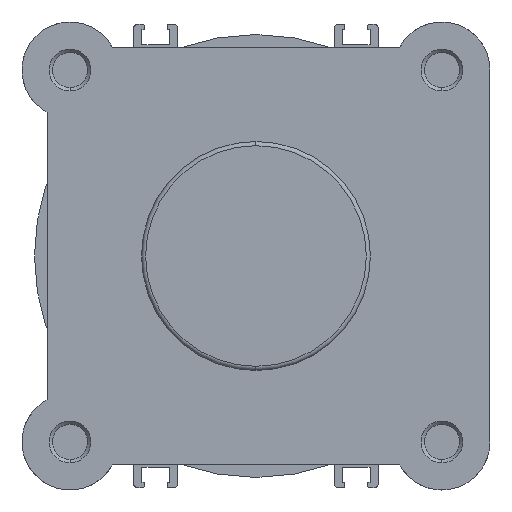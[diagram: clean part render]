
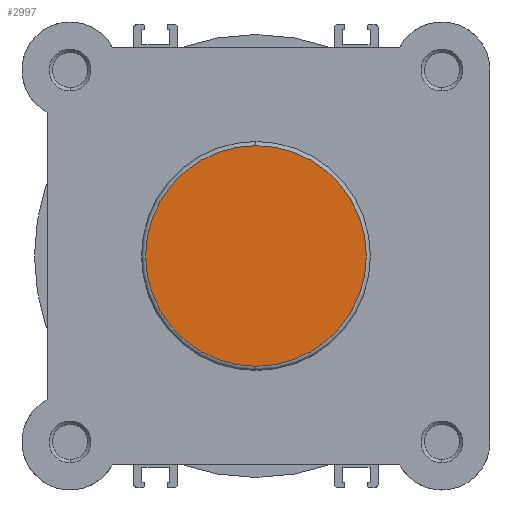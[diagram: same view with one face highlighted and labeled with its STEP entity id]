
A CAD part, left-side view. The second image highlights one B-rep face of the part: STEP entity #2997.
In plain terms, the highlighted planar face has unit normal (-1, 0, 0).
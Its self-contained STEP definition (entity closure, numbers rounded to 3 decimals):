
#169 = VERTEX_POINT ( 'NONE', #4044 ) ;
#170 = VERTEX_POINT ( 'NONE', #4045 ) ;
#819 = CIRCLE ( 'NONE', #5449, 26.4 ) ;
#907 = CIRCLE ( 'NONE', #5482, 26.4 ) ;
#1751 = CARTESIAN_POINT ( 'NONE',  ( 0., 0., 0. ) ) ;
#1752 = DIRECTION ( 'NONE',  ( -1., 0., 0. ) ) ;
#1753 = DIRECTION ( 'NONE',  ( 0., 0., -1. ) ) ;
#1902 = CARTESIAN_POINT ( 'NONE',  ( 0., 0., 0. ) ) ;
#1909 = DIRECTION ( 'NONE',  ( -1., 0., 0. ) ) ;
#1910 = DIRECTION ( 'NONE',  ( 0., 0., -1. ) ) ;
#2997 = ADVANCED_FACE ( 'NONE', ( #6474 ), #4375, .F. ) ;
#3506 = EDGE_CURVE ( 'NONE', #170, #169, #819, .T. ) ;
#3568 = EDGE_CURVE ( 'NONE', #169, #170, #907, .T. ) ;
#3861 = AXIS2_PLACEMENT_3D ( 'NONE', #4378, #4384, #4385 ) ;
#4044 = CARTESIAN_POINT ( 'NONE',  ( 0., 0., -26.4 ) ) ;
#4045 = CARTESIAN_POINT ( 'NONE',  ( 0., 0., 26.4 ) ) ;
#4375 = PLANE ( 'NONE',  #3861 ) ;
#4378 = CARTESIAN_POINT ( 'NONE',  ( 0., 27.4, 0. ) ) ;
#4384 = DIRECTION ( 'NONE',  ( 1., 0., 0. ) ) ;
#4385 = DIRECTION ( 'NONE',  ( 0., 0., -1. ) ) ;
#5449 = AXIS2_PLACEMENT_3D ( 'NONE', #1751, #1752, #1753 ) ;
#5482 = AXIS2_PLACEMENT_3D ( 'NONE', #1902, #1909, #1910 ) ;
#5715 = ORIENTED_EDGE ( 'NONE', *, *, #3568, .T. ) ;
#5716 = ORIENTED_EDGE ( 'NONE', *, *, #3506, .T. ) ;
#6233 = EDGE_LOOP ( 'NONE', ( #5715, #5716 ) ) ;
#6474 = FACE_OUTER_BOUND ( 'NONE', #6233, .T. ) ;
